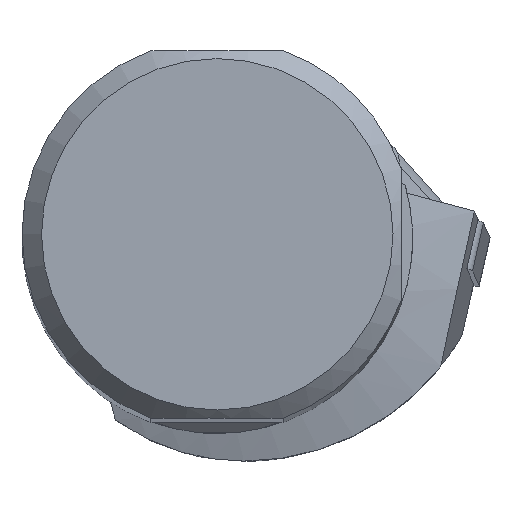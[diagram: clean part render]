
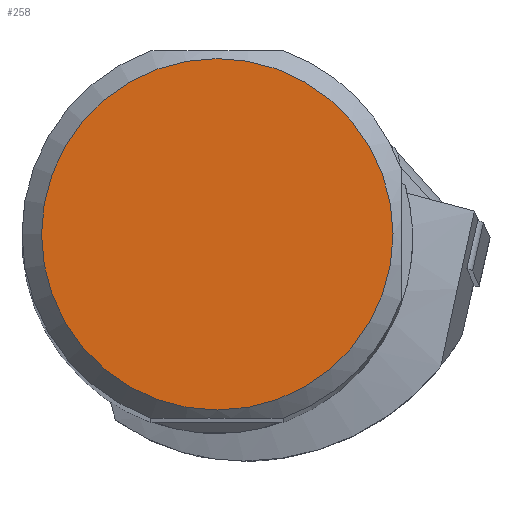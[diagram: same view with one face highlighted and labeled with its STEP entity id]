
A CAD part, top view. The second image highlights one B-rep face of the part: STEP entity #258.
In plain terms, the highlighted planar face has unit normal (0, 0, 1).
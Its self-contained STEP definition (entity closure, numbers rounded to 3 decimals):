
#189=FACE_OUTER_BOUND('',#604,.T.);
#258=ADVANCED_FACE('CU_SU_BP3',(#189),#313,.T.);
#313=PLANE('',#1560);
#604=EDGE_LOOP('',(#814));
#814=ORIENTED_EDGE('',*,*,#1285,.F.);
#1127=VERTEX_POINT('',#2361);
#1285=EDGE_CURVE('',#1127,#1127,#1394,.T.);
#1394=CIRCLE('',#1559,22.489);
#1559=AXIS2_PLACEMENT_3D('',#2360,#1846,#1847);
#1560=AXIS2_PLACEMENT_3D('',#2362,#1848,#1849);
#1846=DIRECTION('',(0.,0.,-1.));
#1847=DIRECTION('',(-1.,0.,0.));
#1848=DIRECTION('',(0.,0.,1.));
#1849=DIRECTION('',(-1.,0.,0.));
#2360=CARTESIAN_POINT('',(0.,0.,0.));
#2361=CARTESIAN_POINT('',(-22.489,0.,0.));
#2362=CARTESIAN_POINT('',(0.,0.,
0.));
